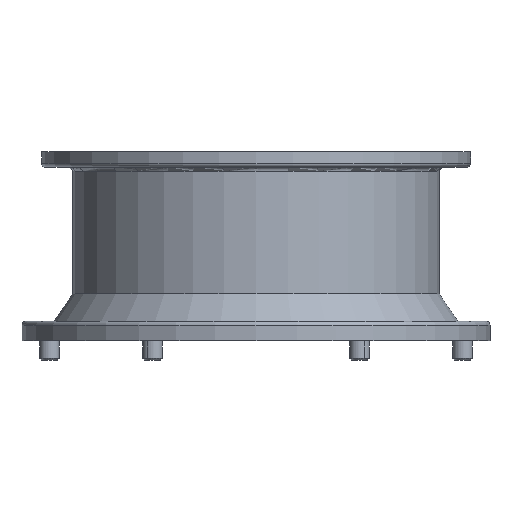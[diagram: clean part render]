
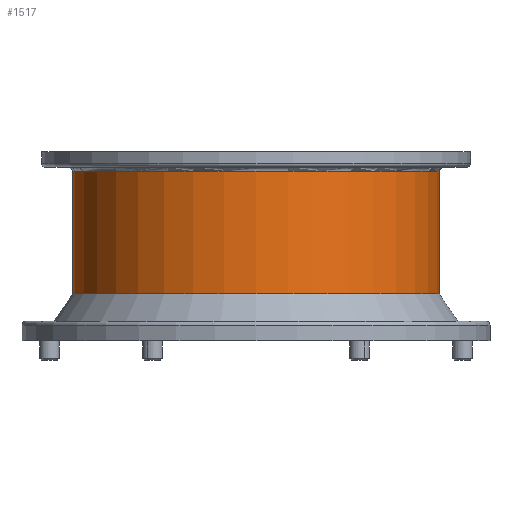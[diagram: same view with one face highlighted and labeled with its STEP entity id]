
A CAD part, front view. The second image highlights one B-rep face of the part: STEP entity #1517.
In plain terms, the highlighted cylindrical face has radius 47 mm (diameter 94 mm), a partial arc.
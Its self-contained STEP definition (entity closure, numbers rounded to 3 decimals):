
#96 = DIRECTION ( 'NONE',  ( 0., 0., 1. ) ) ;
#420 = CARTESIAN_POINT ( 'NONE',  ( 0., 0., 74. ) ) ;
#433 = ORIENTED_EDGE ( 'NONE', *, *, #1092, .T. ) ;
#489 = EDGE_CURVE ( 'NONE', #1467, #2904, #3042, .T. ) ;
#493 = AXIS2_PLACEMENT_3D ( 'NONE', #2703, #96, #1819 ) ;
#651 = AXIS2_PLACEMENT_3D ( 'NONE', #1914, #2481, #2811 ) ;
#752 = DIRECTION ( 'NONE',  ( 1., 0., 0. ) ) ;
#781 = CIRCLE ( 'NONE', #493, 47. ) ;
#1092 = EDGE_CURVE ( 'NONE', #1467, #3218, #781, .T. ) ;
#1110 = VERTEX_POINT ( 'NONE', #3260 ) ;
#1121 = ORIENTED_EDGE ( 'NONE', *, *, #489, .F. ) ;
#1139 = CIRCLE ( 'NONE', #2608, 47. ) ;
#1232 = EDGE_CURVE ( 'NONE', #1110, #2904, #1139, .T. ) ;
#1467 = VERTEX_POINT ( 'NONE', #2502 ) ;
#1517 = ADVANCED_FACE ( 'NONE', ( #2471 ), #3581, .T. ) ;
#1567 = DIRECTION ( 'NONE',  ( 0., 0., -1. ) ) ;
#1819 = DIRECTION ( 'NONE',  ( 1., 0., 0. ) ) ;
#1846 = CARTESIAN_POINT ( 'NONE',  ( 47., 0., 0. ) ) ;
#1914 = CARTESIAN_POINT ( 'NONE',  ( 0., 0., 0. ) ) ;
#2177 = DIRECTION ( 'NONE',  ( 0., 0., 1. ) ) ;
#2369 = VECTOR ( 'NONE', #3602, 1000. ) ;
#2390 = VECTOR ( 'NONE', #2177, 1000. ) ;
#2471 = FACE_OUTER_BOUND ( 'NONE', #3504, .T. ) ;
#2472 = CARTESIAN_POINT ( 'NONE',  ( -47., 0., 74. ) ) ;
#2481 = DIRECTION ( 'NONE',  ( 0., 0., 1. ) ) ;
#2485 = CARTESIAN_POINT ( 'NONE',  ( -47., 0., 0. ) ) ;
#2502 = CARTESIAN_POINT ( 'NONE',  ( -47., 0., 42.518 ) ) ;
#2608 = AXIS2_PLACEMENT_3D ( 'NONE', #420, #1567, #752 ) ;
#2703 = CARTESIAN_POINT ( 'NONE',  ( 0., 0., 42.518 ) ) ;
#2733 = ORIENTED_EDGE ( 'NONE', *, *, #2934, .T. ) ;
#2811 = DIRECTION ( 'NONE',  ( 1., 0., 0. ) ) ;
#2868 = CARTESIAN_POINT ( 'NONE',  ( 47., 0., 42.518 ) ) ;
#2880 = ORIENTED_EDGE ( 'NONE', *, *, #1232, .T. ) ;
#2904 = VERTEX_POINT ( 'NONE', #2472 ) ;
#2934 = EDGE_CURVE ( 'NONE', #3218, #1110, #3528, .T. ) ;
#3042 = LINE ( 'NONE', #2485, #2369 ) ;
#3218 = VERTEX_POINT ( 'NONE', #2868 ) ;
#3260 = CARTESIAN_POINT ( 'NONE',  ( 47., 0., 74. ) ) ;
#3504 = EDGE_LOOP ( 'NONE', ( #1121, #433, #2733, #2880 ) ) ;
#3528 = LINE ( 'NONE', #1846, #2390 ) ;
#3581 = CYLINDRICAL_SURFACE ( 'NONE', #651, 47. ) ;
#3602 = DIRECTION ( 'NONE',  ( 0., 0., 1. ) ) ;
